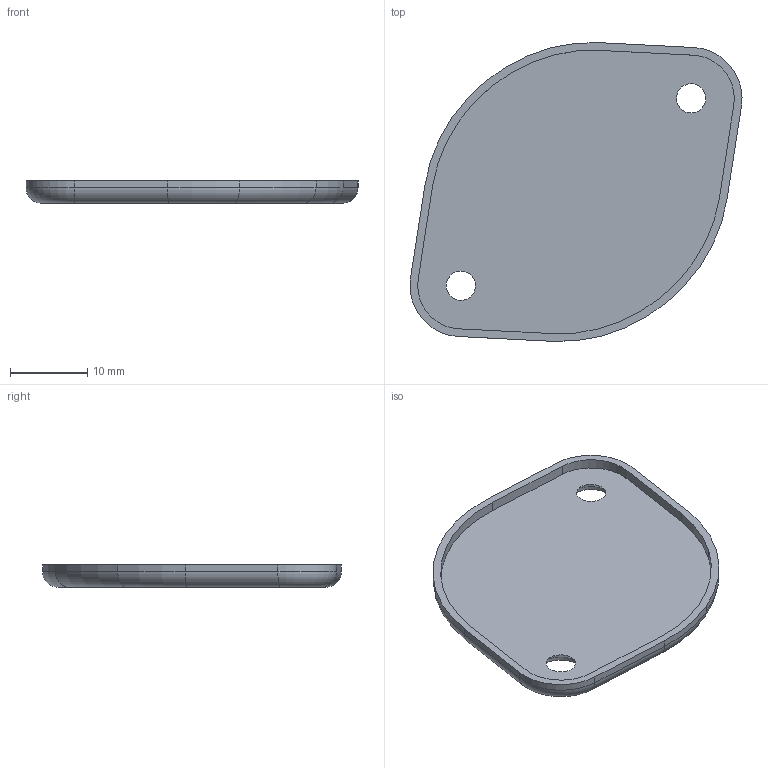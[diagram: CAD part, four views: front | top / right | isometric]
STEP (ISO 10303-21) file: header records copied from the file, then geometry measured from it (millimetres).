
FILE_DESCRIPTION(('STEP AP242'), '1');
FILE_NAME('ball_cap', '', ('UNSPECIFIED'), ('UNSPECIFIED'), 'C3D Converter', 'C3D Toolkit', '');
FILE_SCHEMA(('AP242_MANAGED_MODEL_BASED_3D_ENGINEERING_MIM_LF { 1 0 10303 442 1 1 4 }'));
Length unit declared in the file: millimetre
Products named in the file (1): -01
Bounding box: 43.06 x 38.73 x 2.9 mm (x, y, z)
Volume: 2131 mm3; surface area: 3107.3 mm2
Topology: 1 solids, 1 shells, 43 faces, 106 edges, 66 vertices
Faces by surface type: cylinder 22, plane 11, torus 8, cone 2
Full cylindrical faces by diameter (mm): 6 x2
Entity records: 1426 total; most frequent: DIRECTION 248, CARTESIAN_POINT 212, ORIENTED_EDGE 204, AXIS2_PLACEMENT_3D 102, EDGE_CURVE 102, VERTEX_POINT 66, CIRCLE 58, EDGE_LOOP 52
